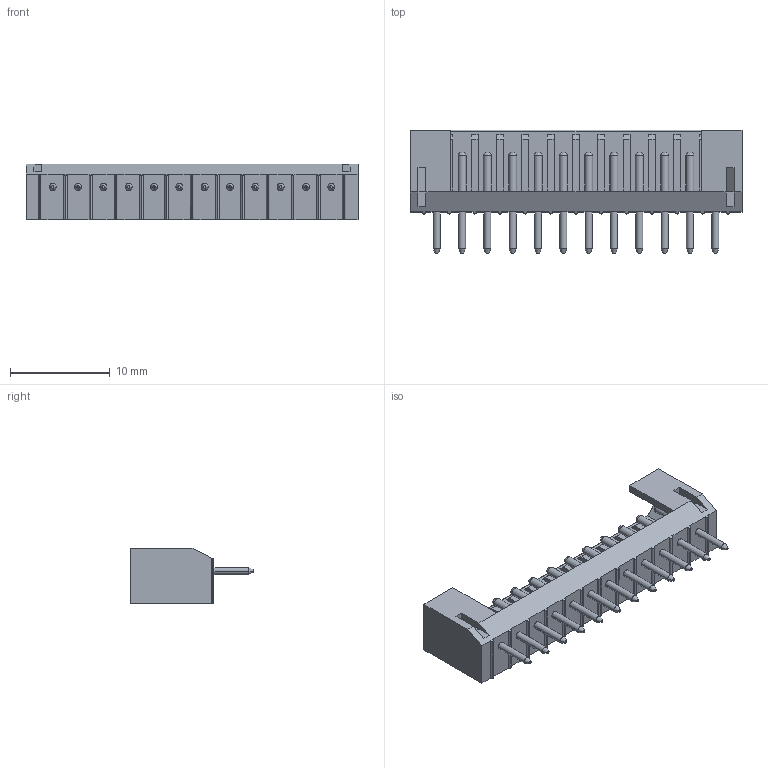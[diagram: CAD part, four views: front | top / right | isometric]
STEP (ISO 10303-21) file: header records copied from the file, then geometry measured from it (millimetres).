
FILE_DESCRIPTION((''),'2;1');
FILE_NAME('F1JL35-S12SD000-01','2023-05-04T',('工程三'),(''),'PRO/ENGINEER BY PARAMETRIC TECHNOLOGY CORPORATION, 2010280','PRO/ENGINEER BY PARAMETRIC TECHNOLOGY CORPORATION, 2010280','');
FILE_SCHEMA(('CONFIG_CONTROL_DESIGN'));
Length unit declared in the file: millimetre
Products named in the file (1): F1JL35-S12SD000-01
Bounding box: 33.3 x 12.4 x 5.6 mm (x, y, z)
Volume: 638.5 mm3; surface area: 1407.6 mm2
Topology: 1 solids, 1 shells, 279 faces, 711 edges, 454 vertices
Faces by surface type: plane 157, cylinder 74, bspline 24, cone 24
Entity records: 8957 total; most frequent: CARTESIAN_POINT 2144, ORIENTED_EDGE 1422, DIRECTION 1389, EDGE_CURVE 711, VECTOR 491, LINE 491, VERTEX_POINT 454, AXIS2_PLACEMENT_3D 449
